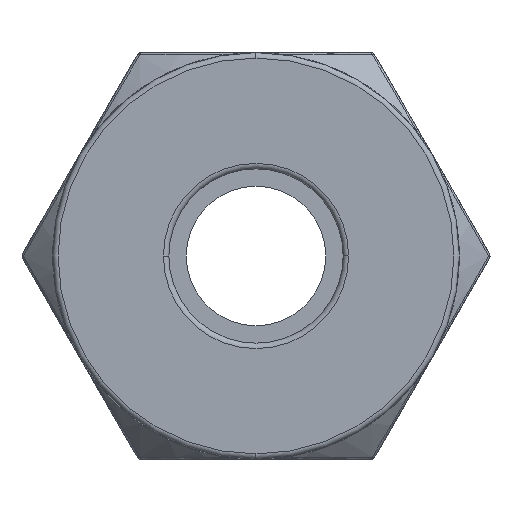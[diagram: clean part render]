
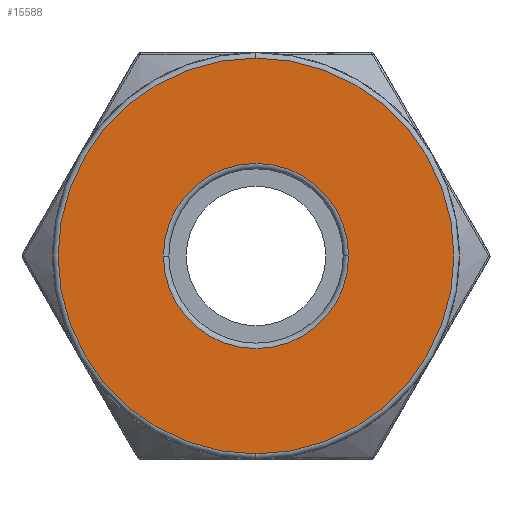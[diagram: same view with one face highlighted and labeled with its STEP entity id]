
A CAD part, left-side view. The second image highlights one B-rep face of the part: STEP entity #15588.
In plain terms, the highlighted face is planar.
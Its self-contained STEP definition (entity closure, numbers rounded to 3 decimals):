
#12948=CARTESIAN_POINT('',(0.,0.,0.));
#12949=DIRECTION('',(-1.,0.,0.));
#12950=DIRECTION('',(0.,1.,0.));
#12951=AXIS2_PLACEMENT_3D('',#12948,#12949,#12950);
#12953=CARTESIAN_POINT('',(0.,0.,0.));
#12954=DIRECTION('',(-1.,0.,0.));
#12955=DIRECTION('',(0.,-1.,0.));
#12956=AXIS2_PLACEMENT_3D('',#12953,#12954,#12955);
#12958=CARTESIAN_POINT('',(0.,0.,0.));
#12959=DIRECTION('',(1.,0.,0.));
#12960=DIRECTION('',(0.,0.,1.));
#12961=AXIS2_PLACEMENT_3D('',#12958,#12959,#12960);
#12963=CARTESIAN_POINT('',(0.,0.,0.));
#12964=DIRECTION('',(1.,0.,0.));
#12965=DIRECTION('',(0.,0.,-1.));
#12966=AXIS2_PLACEMENT_3D('',#12963,#12964,#12965);
#15398=CARTESIAN_POINT('',(0.,3.188,0.));
#15399=CARTESIAN_POINT('',(0.,-3.188,0.));
#15400=VERTEX_POINT('',#15398);
#15401=VERTEX_POINT('',#15399);
#15430=CARTESIAN_POINT('',(0.,0.,6.813));
#15431=CARTESIAN_POINT('',(0.,0.,-6.813));
#15432=VERTEX_POINT('',#15430);
#15433=VERTEX_POINT('',#15431);
#15571=CARTESIAN_POINT('',(0.,0.,0.));
#15572=DIRECTION('',(1.,0.,0.));
#15573=DIRECTION('',(0.,-1.,0.));
#15574=AXIS2_PLACEMENT_3D('',#15571,#15572,#15573);
#15575=PLANE('',#15574);
#15577=ORIENTED_EDGE('',*,*,#15576,.F.);
#15579=ORIENTED_EDGE('',*,*,#15578,.F.);
#15580=EDGE_LOOP('',(#15577,#15579));
#15581=FACE_OUTER_BOUND('',#15580,.F.);
#15583=ORIENTED_EDGE('',*,*,#15582,.F.);
#15585=ORIENTED_EDGE('',*,*,#15584,.F.);
#15586=EDGE_LOOP('',(#15583,#15585));
#15587=FACE_BOUND('',#15586,.F.);
#12952=CIRCLE('',#12951,3.188);
#12957=CIRCLE('',#12956,3.188);
#12962=CIRCLE('',#12961,6.813);
#12967=CIRCLE('',#12966,6.813);
#15576=EDGE_CURVE('',#15432,#15433,#12962,.T.);
#15578=EDGE_CURVE('',#15433,#15432,#12967,.T.);
#15582=EDGE_CURVE('',#15400,#15401,#12952,.T.);
#15584=EDGE_CURVE('',#15401,#15400,#12957,.T.);
#15588=ADVANCED_FACE('',(#15581,#15587),#15575,.T.);
